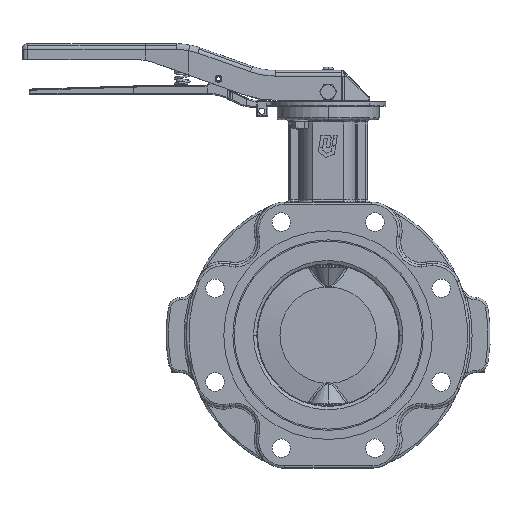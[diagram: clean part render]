
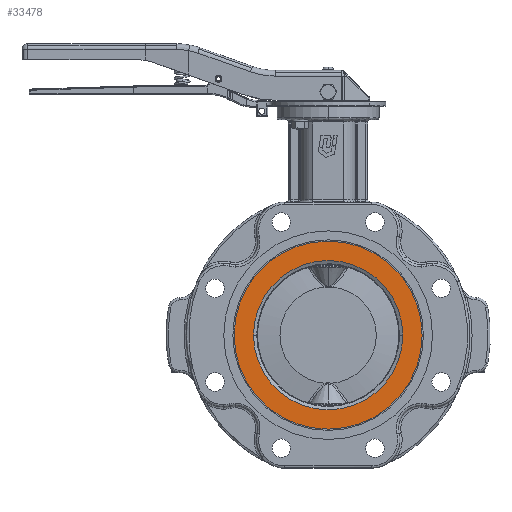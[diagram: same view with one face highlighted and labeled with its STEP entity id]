
A CAD part, left-side view. The second image highlights one B-rep face of the part: STEP entity #33478.
In plain terms, the highlighted planar face has unit normal (-1, 0, 0).
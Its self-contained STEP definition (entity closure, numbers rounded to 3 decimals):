
#3277=CARTESIAN_POINT('',(-28.1,65.821,-0.));
#3278=VERTEX_POINT('',#3277);
#3285=CARTESIAN_POINT('',(-28.1,-65.821,-0.));
#3286=VERTEX_POINT('',#3285);
#3287=CARTESIAN_POINT('',(-28.1,-0.,0.));
#3288=DIRECTION('',(1.,-0.,-0.));
#3289=DIRECTION('',(-0.,-1.,0.));
#3290=AXIS2_PLACEMENT_3D('',#3287,#3288,#3289);
#3291=CIRCLE('',#3290,65.821);
#3292=EDGE_CURVE('NONE',#3286,#3278,#3291,.T.);
#4088=CARTESIAN_POINT('',(-28.1,-82.9,0.));
#4089=VERTEX_POINT('',#4088);
#4090=CARTESIAN_POINT('',(-28.1,82.9,-0.));
#4091=VERTEX_POINT('',#4090);
#4092=CARTESIAN_POINT('',(-28.1,-0.,0.));
#4093=DIRECTION('',(1.,-0.,0.));
#4094=DIRECTION('',(-0.,-1.,0.));
#4095=AXIS2_PLACEMENT_3D('',#4092,#4093,#4094);
#4096=CIRCLE('',#4095,82.9);
#4097=EDGE_CURVE('NONE',#4089,#4091,#4096,.T.);
#33453=CARTESIAN_POINT('',(-28.1,-74.36,0.));
#33454=DIRECTION('',(-1.,0.,0.));
#33455=DIRECTION('',(0.,0.,-1.));
#33456=AXIS2_PLACEMENT_3D('',#33453,#33454,#33455);
#33457=PLANE('',#33456);
#33458=ORIENTED_EDGE('',*,*,#4097,.F.);
#33459=CARTESIAN_POINT('',(-28.1,-0.,0.));
#33460=DIRECTION('',(1.,-0.,0.));
#33461=DIRECTION('',(-0.,-1.,0.));
#33462=AXIS2_PLACEMENT_3D('',#33459,#33460,#33461);
#33463=CIRCLE('',#33462,82.9);
#33464=EDGE_CURVE('NONE',#4091,#4089,#33463,.T.);
#33465=ORIENTED_EDGE('',*,*,#33464,.F.);
#33466=EDGE_LOOP('',(#33458,#33465));
#33467=FACE_BOUND('',#33466,.T.);
#33468=ORIENTED_EDGE('',*,*,#3292,.T.);
#33469=CARTESIAN_POINT('',(-28.1,-0.,0.));
#33470=DIRECTION('',(1.,-0.,-0.));
#33471=DIRECTION('',(-0.,-1.,0.));
#33472=AXIS2_PLACEMENT_3D('',#33469,#33470,#33471);
#33473=CIRCLE('',#33472,65.821);
#33474=EDGE_CURVE('NONE',#3278,#3286,#33473,.T.);
#33475=ORIENTED_EDGE('',*,*,#33474,.T.);
#33476=EDGE_LOOP('',(#33468,#33475));
#33477=FACE_BOUND('',#33476,.T.);
#33478=ADVANCED_FACE('NONE',(#33467,#33477),#33457,.T.);
